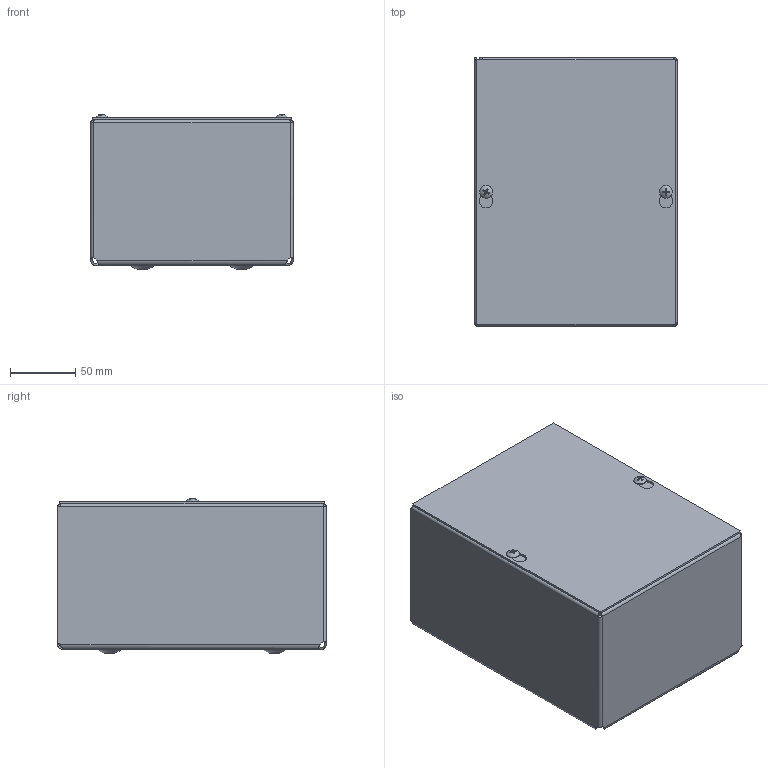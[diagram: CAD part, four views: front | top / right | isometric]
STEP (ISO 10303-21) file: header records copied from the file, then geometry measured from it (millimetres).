
FILE_DESCRIPTION(/* description */ ('BACKS - 6"X8"'),/* implementation_level */ '2;1');
FILE_NAME(/* name */ 'SC060804GNK.stp',/* time_stamp */ '2015-05-27T11:40:01+05:00',/* author */ ('mgunasekar'),/* organization */ (''),/* preprocessor_version */ 'ST-DEVELOPER v15.2',/* originating_system */ 'Autodesk Inventor 2014',/* authorisation */ '');
FILE_SCHEMA (('AUTOMOTIVE_DESIGN { 1 0 10303 214 3 1 1 }'));
Length unit declared in the file: inch
Products named in the file (5): SC0608GNKBKP; SC060804GNKWRA; SC0608GNKLID; 34056; SC060804GNK
Bounding box: 155.57 x 206.38 x 119.2 mm (x, y, z)
Volume: 256168.3 mm3; surface area: 330751.6 mm2
Topology: 5 solids, 5 shells, 294 faces, 741 edges, 460 vertices
Faces by surface type: plane 109, cylinder 63, bspline 40, torus 36, cone 28, sphere 18
Full cylindrical faces by diameter (mm): 3.734 x2, 4.166 x2, 4.191 x1, 5.803 x1, 7.62 x4, 9.754 x2
Entity records: 8708 total; most frequent: CARTESIAN_POINT 2687, ORIENTED_EDGE 1148, DIRECTION 1077, EDGE_CURVE 574, VERTEX_POINT 381, AXIS2_PLACEMENT_3D 371, EDGE_LOOP 351, LINE 335
